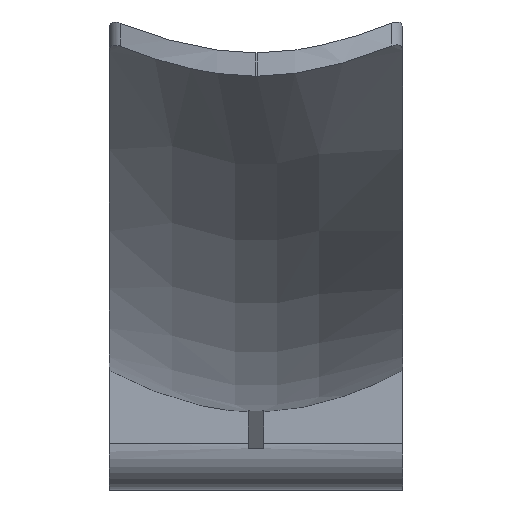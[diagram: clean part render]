
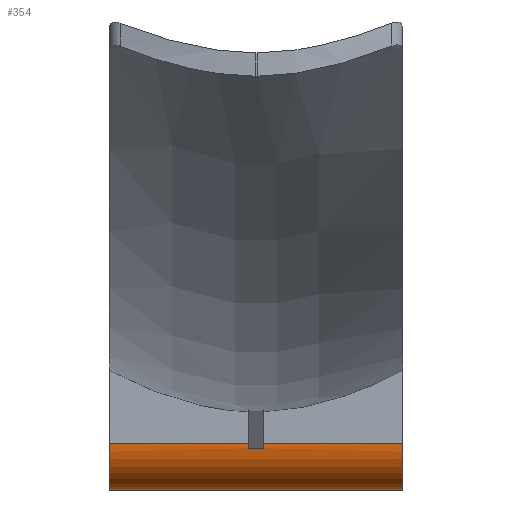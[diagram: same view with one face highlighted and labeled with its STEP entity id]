
A CAD part, front view. The second image highlights one B-rep face of the part: STEP entity #354.
In plain terms, the highlighted cylindrical face has radius 6 mm (diameter 12 mm), a partial arc.
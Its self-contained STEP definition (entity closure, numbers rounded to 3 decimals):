
#23=CIRCLE('',#377,6.);
#25=CIRCLE('',#381,6.);
#27=CIRCLE('',#386,6.);
#28=CIRCLE('',#389,6.);
#52=FACE_OUTER_BOUND('',#73,.T.);
#73=EDGE_LOOP('',(#295,#296,#297,#298,#299,#300,#301,#302));
#95=LINE('',#816,#118);
#97=LINE('',#837,#120);
#98=LINE('',#839,#121);
#99=LINE('',#847,#122);
#118=VECTOR('',#441,10.);
#120=VECTOR('',#449,10.);
#121=VECTOR('',#452,10.);
#122=VECTOR('',#455,10.);
#151=VERTEX_POINT('',#552);
#152=VERTEX_POINT('',#554);
#165=VERTEX_POINT('',#768);
#166=VERTEX_POINT('',#770);
#173=VERTEX_POINT('',#802);
#174=VERTEX_POINT('',#804);
#177=VERTEX_POINT('',#814);
#179=VERTEX_POINT('',#827);
#187=EDGE_CURVE('',#151,#152,#23,.T.);
#204=EDGE_CURVE('',#165,#166,#25,.T.);
#214=EDGE_CURVE('',#174,#173,#27,.T.);
#218=EDGE_CURVE('',#173,#177,#95,.T.);
#222=EDGE_CURVE('',#177,#179,#28,.T.);
#224=EDGE_CURVE('',#152,#179,#97,.T.);
#225=EDGE_CURVE('',#174,#165,#98,.T.);
#227=EDGE_CURVE('',#151,#166,#99,.T.);
#295=ORIENTED_EDGE('',*,*,#214,.T.);
#296=ORIENTED_EDGE('',*,*,#218,.T.);
#297=ORIENTED_EDGE('',*,*,#222,.T.);
#298=ORIENTED_EDGE('',*,*,#224,.F.);
#299=ORIENTED_EDGE('',*,*,#187,.F.);
#300=ORIENTED_EDGE('',*,*,#227,.T.);
#301=ORIENTED_EDGE('',*,*,#204,.F.);
#302=ORIENTED_EDGE('',*,*,#225,.F.);
#340=CYLINDRICAL_SURFACE('',#392,6.);
#354=ADVANCED_FACE('',(#52),#340,.T.);
#377=AXIS2_PLACEMENT_3D('',#555,#408,#409);
#381=AXIS2_PLACEMENT_3D('',#771,#420,#421);
#386=AXIS2_PLACEMENT_3D('',#805,#435,#436);
#389=AXIS2_PLACEMENT_3D('',#829,#445,#446);
#392=AXIS2_PLACEMENT_3D('',#846,#453,#454);
#408=DIRECTION('center_axis',(-1.,0.,0.));
#409=DIRECTION('ref_axis',(0.,1.,0.));
#420=DIRECTION('center_axis',(1.,0.,0.));
#421=DIRECTION('ref_axis',(0.,1.,0.));
#435=DIRECTION('center_axis',(1.,0.,0.));
#436=DIRECTION('ref_axis',(0.,1.,0.));
#441=DIRECTION('',(-1.,0.,0.));
#445=DIRECTION('center_axis',(-1.,0.,0.));
#446=DIRECTION('ref_axis',(0.,1.,0.));
#449=DIRECTION('',(1.,0.,0.));
#452=DIRECTION('',(1.,0.,0.));
#453=DIRECTION('center_axis',(1.,0.,0.));
#454=DIRECTION('ref_axis',(0.,1.,0.));
#455=DIRECTION('',(1.,0.,0.));
#552=CARTESIAN_POINT('',(-19.,124.332,-50.527));
#554=CARTESIAN_POINT('',(-19.,112.332,-50.527));
#555=CARTESIAN_POINT('Origin',(-19.,118.332,-50.527));
#768=CARTESIAN_POINT('',(19.,112.332,-50.527));
#770=CARTESIAN_POINT('',(19.,124.332,-50.527));
#771=CARTESIAN_POINT('Origin',(19.,118.332,-50.527));
#802=CARTESIAN_POINT('',(1.,112.363,-51.136));
#804=CARTESIAN_POINT('',(1.,112.332,-50.527));
#805=CARTESIAN_POINT('Origin',(1.,118.332,-50.527));
#814=CARTESIAN_POINT('',(-1.,112.363,-51.136));
#816=CARTESIAN_POINT('',(-19.,112.363,-51.136));
#827=CARTESIAN_POINT('',(-1.,112.332,-50.527));
#829=CARTESIAN_POINT('Origin',(-1.,118.332,-50.527));
#837=CARTESIAN_POINT('',(-19.,112.332,-50.527));
#839=CARTESIAN_POINT('',(-19.,112.332,-50.527));
#846=CARTESIAN_POINT('Origin',(-19.,118.332,-50.527));
#847=CARTESIAN_POINT('',(-19.,124.332,-50.527));
